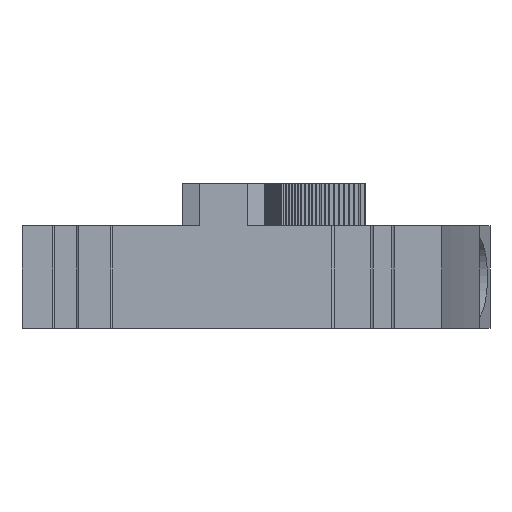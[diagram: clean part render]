
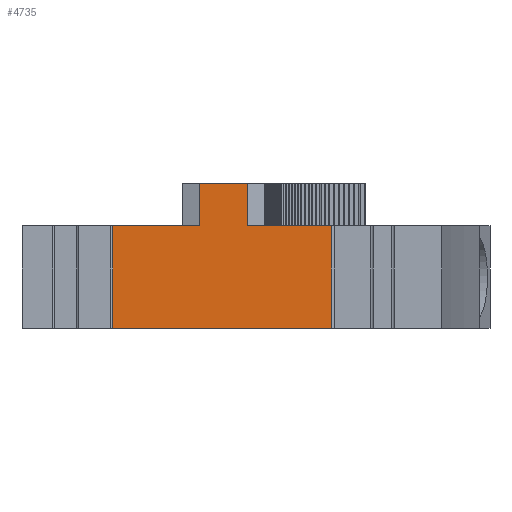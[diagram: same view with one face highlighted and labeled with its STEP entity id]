
A CAD part, front view. The second image highlights one B-rep face of the part: STEP entity #4735.
In plain terms, the highlighted planar face has unit normal (0, -1, 0).
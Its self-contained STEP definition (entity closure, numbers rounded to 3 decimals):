
#32 = PLANE('',#33);
#33 = AXIS2_PLACEMENT_3D('',#34,#35,#36);
#34 = CARTESIAN_POINT('',(-0.467,-1.265,-5.5));
#35 = DIRECTION('',(-0.,-0.,1.));
#36 = DIRECTION('',(0.141,0.99,0.));
#888 = VERTEX_POINT('',#889);
#889 = CARTESIAN_POINT('',(-10.877,-29.449,-5.5));
#903 = PLANE('',#904);
#904 = AXIS2_PLACEMENT_3D('',#905,#906,#907);
#905 = CARTESIAN_POINT('',(-10.877,-28.649,2.3));
#906 = DIRECTION('',(-1.,0.,0.));
#907 = DIRECTION('',(0.,-1.,0.));
#915 = EDGE_CURVE('',#888,#916,#918,.T.);
#916 = VERTEX_POINT('',#917);
#917 = CARTESIAN_POINT('',(5.723,-29.449,-5.5));
#918 = SURFACE_CURVE('',#919,(#923,#930),.PCURVE_S1.);
#919 = LINE('',#920,#921);
#920 = CARTESIAN_POINT('',(9.523,-29.449,-5.5));
#921 = VECTOR('',#922,1.);
#922 = DIRECTION('',(1.,0.,0.));
#923 = PCURVE('',#32,#924);
#924 = DEFINITIONAL_REPRESENTATION('',(#925),#929);
#925 = LINE('',#926,#927);
#926 = CARTESIAN_POINT('',(-26.488,-13.875));
#927 = VECTOR('',#928,1.);
#928 = DIRECTION('',(0.141,-0.99));
#929 = ( GEOMETRIC_REPRESENTATION_CONTEXT(2) 
PARAMETRIC_REPRESENTATION_CONTEXT() REPRESENTATION_CONTEXT('2D SPACE',''
  ) );
#930 = PCURVE('',#931,#936);
#931 = PLANE('',#932);
#932 = AXIS2_PLACEMENT_3D('',#933,#934,#935);
#933 = CARTESIAN_POINT('',(5.523,-29.449,-7.7));
#934 = DIRECTION('',(0.,1.,0.));
#935 = DIRECTION('',(0.,0.,1.));
#936 = DEFINITIONAL_REPRESENTATION('',(#937),#941);
#937 = LINE('',#938,#939);
#938 = CARTESIAN_POINT('',(2.2,4.));
#939 = VECTOR('',#940,1.);
#940 = DIRECTION('',(0.,1.));
#941 = ( GEOMETRIC_REPRESENTATION_CONTEXT(2) 
PARAMETRIC_REPRESENTATION_CONTEXT() REPRESENTATION_CONTEXT('2D SPACE',''
  ) );
#960 = CYLINDRICAL_SURFACE('',#961,0.2);
#961 = AXIS2_PLACEMENT_3D('',#962,#963,#964);
#962 = CARTESIAN_POINT('',(5.923,-29.449,-7.7));
#963 = DIRECTION('',(0.,0.,1.));
#964 = DIRECTION('',(0.,1.,0.));
#2549 = PLANE('',#2550);
#2550 = AXIS2_PLACEMENT_3D('',#2551,#2552,#2553);
#2551 = CARTESIAN_POINT('',(-0.467,-1.265,2.3));
#2552 = DIRECTION('',(0.,0.,-1.));
#2553 = DIRECTION('',(0.141,0.99,0.));
#3347 = PLANE('',#3348);
#3348 = AXIS2_PLACEMENT_3D('',#3349,#3350,#3351);
#3349 = CARTESIAN_POINT('',(-0.467,-1.265,5.5));
#3350 = DIRECTION('',(0.,0.,-1.));
#3351 = DIRECTION('',(0.141,0.99,0.));
#3403 = PLANE('',#3404);
#3404 = AXIS2_PLACEMENT_3D('',#3405,#3406,#3407);
#3405 = CARTESIAN_POINT('',(-0.467,-1.265,2.3));
#3406 = DIRECTION('',(0.,0.,-1.));
#3407 = DIRECTION('',(0.141,0.99,0.));
#4691 = VERTEX_POINT('',#4692);
#4692 = CARTESIAN_POINT('',(-10.877,-29.449,2.3));
#4715 = EDGE_CURVE('',#888,#4691,#4716,.T.);
#4716 = SURFACE_CURVE('',#4717,(#4721,#4728),.PCURVE_S1.);
#4717 = LINE('',#4718,#4719);
#4718 = CARTESIAN_POINT('',(-10.877,-29.449,-1.6));
#4719 = VECTOR('',#4720,1.);
#4720 = DIRECTION('',(0.,-0.,1.));
#4721 = PCURVE('',#903,#4722);
#4722 = DEFINITIONAL_REPRESENTATION('',(#4723),#4727);
#4723 = LINE('',#4724,#4725);
#4724 = CARTESIAN_POINT('',(0.8,-3.9));
#4725 = VECTOR('',#4726,1.);
#4726 = DIRECTION('',(0.,1.));
#4727 = ( GEOMETRIC_REPRESENTATION_CONTEXT(2) 
PARAMETRIC_REPRESENTATION_CONTEXT() REPRESENTATION_CONTEXT('2D SPACE',''
  ) );
#4728 = PCURVE('',#931,#4729);
#4729 = DEFINITIONAL_REPRESENTATION('',(#4730),#4734);
#4730 = LINE('',#4731,#4732);
#4731 = CARTESIAN_POINT('',(6.1,-16.4));
#4732 = VECTOR('',#4733,1.);
#4733 = DIRECTION('',(1.,0.));
#4734 = ( GEOMETRIC_REPRESENTATION_CONTEXT(2) 
PARAMETRIC_REPRESENTATION_CONTEXT() REPRESENTATION_CONTEXT('2D SPACE',''
  ) );
#4735 = ADVANCED_FACE('',(#4736),#931,.F.);
#4736 = FACE_BOUND('',#4737,.F.);
#4737 = EDGE_LOOP('',(#4738,#4739,#4740,#4763,#4791,#4814,#4842,#4865));
#4738 = ORIENTED_EDGE('',*,*,#915,.F.);
#4739 = ORIENTED_EDGE('',*,*,#4715,.T.);
#4740 = ORIENTED_EDGE('',*,*,#4741,.F.);
#4741 = EDGE_CURVE('',#4742,#4691,#4744,.T.);
#4742 = VERTEX_POINT('',#4743);
#4743 = CARTESIAN_POINT('',(-4.277,-29.449,2.3));
#4744 = SURFACE_CURVE('',#4745,(#4749,#4756),.PCURVE_S1.);
#4745 = LINE('',#4746,#4747);
#4746 = CARTESIAN_POINT('',(10.323,-29.449,2.3));
#4747 = VECTOR('',#4748,1.);
#4748 = DIRECTION('',(-1.,0.,0.));
#4749 = PCURVE('',#931,#4750);
#4750 = DEFINITIONAL_REPRESENTATION('',(#4751),#4755);
#4751 = LINE('',#4752,#4753);
#4752 = CARTESIAN_POINT('',(10.,4.8));
#4753 = VECTOR('',#4754,1.);
#4754 = DIRECTION('',(0.,-1.));
#4755 = ( GEOMETRIC_REPRESENTATION_CONTEXT(2) 
PARAMETRIC_REPRESENTATION_CONTEXT() REPRESENTATION_CONTEXT('2D SPACE',''
  ) );
#4756 = PCURVE('',#3403,#4757);
#4757 = DEFINITIONAL_REPRESENTATION('',(#4758),#4762);
#4758 = LINE('',#4759,#4760);
#4759 = CARTESIAN_POINT('',(-26.375,14.667));
#4760 = VECTOR('',#4761,1.);
#4761 = DIRECTION('',(-0.141,-0.99));
#4762 = ( GEOMETRIC_REPRESENTATION_CONTEXT(2) 
PARAMETRIC_REPRESENTATION_CONTEXT() REPRESENTATION_CONTEXT('2D SPACE',''
  ) );
#4763 = ORIENTED_EDGE('',*,*,#4764,.T.);
#4764 = EDGE_CURVE('',#4742,#4765,#4767,.T.);
#4765 = VERTEX_POINT('',#4766);
#4766 = CARTESIAN_POINT('',(-4.277,-29.449,5.5));
#4767 = SURFACE_CURVE('',#4768,(#4772,#4779),.PCURVE_S1.);
#4768 = LINE('',#4769,#4770);
#4769 = CARTESIAN_POINT('',(-4.277,-29.449,2.3));
#4770 = VECTOR('',#4771,1.);
#4771 = DIRECTION('',(-0.,-0.,1.));
#4772 = PCURVE('',#931,#4773);
#4773 = DEFINITIONAL_REPRESENTATION('',(#4774),#4778);
#4774 = LINE('',#4775,#4776);
#4775 = CARTESIAN_POINT('',(10.,-9.8));
#4776 = VECTOR('',#4777,1.);
#4777 = DIRECTION('',(1.,0.));
#4778 = ( GEOMETRIC_REPRESENTATION_CONTEXT(2) 
PARAMETRIC_REPRESENTATION_CONTEXT() REPRESENTATION_CONTEXT('2D SPACE',''
  ) );
#4779 = PCURVE('',#4780,#4785);
#4780 = CYLINDRICAL_SURFACE('',#4781,201.8);
#4781 = AXIS2_PLACEMENT_3D('',#4782,#4783,#4784);
#4782 = CARTESIAN_POINT('',(197.523,-29.549,2.3));
#4783 = DIRECTION('',(-0.,-0.,1.));
#4784 = DIRECTION('',(-1.,0.,0.));
#4785 = DEFINITIONAL_REPRESENTATION('',(#4786),#4790);
#4786 = LINE('',#4787,#4788);
#4787 = CARTESIAN_POINT('',(0.,0.));
#4788 = VECTOR('',#4789,1.);
#4789 = DIRECTION('',(-0.,1.));
#4790 = ( GEOMETRIC_REPRESENTATION_CONTEXT(2) 
PARAMETRIC_REPRESENTATION_CONTEXT() REPRESENTATION_CONTEXT('2D SPACE',''
  ) );
#4791 = ORIENTED_EDGE('',*,*,#4792,.F.);
#4792 = EDGE_CURVE('',#4793,#4765,#4795,.T.);
#4793 = VERTEX_POINT('',#4794);
#4794 = CARTESIAN_POINT('',(-0.677,-29.449,5.5));
#4795 = SURFACE_CURVE('',#4796,(#4800,#4807),.PCURVE_S1.);
#4796 = LINE('',#4797,#4798);
#4797 = CARTESIAN_POINT('',(0.623,-29.449,5.5));
#4798 = VECTOR('',#4799,1.);
#4799 = DIRECTION('',(-1.,0.,0.));
#4800 = PCURVE('',#931,#4801);
#4801 = DEFINITIONAL_REPRESENTATION('',(#4802),#4806);
#4802 = LINE('',#4803,#4804);
#4803 = CARTESIAN_POINT('',(13.2,-4.9));
#4804 = VECTOR('',#4805,1.);
#4805 = DIRECTION('',(0.,-1.));
#4806 = ( GEOMETRIC_REPRESENTATION_CONTEXT(2) 
PARAMETRIC_REPRESENTATION_CONTEXT() REPRESENTATION_CONTEXT('2D SPACE',''
  ) );
#4807 = PCURVE('',#3347,#4808);
#4808 = DEFINITIONAL_REPRESENTATION('',(#4809),#4813);
#4809 = LINE('',#4810,#4811);
#4810 = CARTESIAN_POINT('',(-27.747,5.065));
#4811 = VECTOR('',#4812,1.);
#4812 = DIRECTION('',(-0.141,-0.99));
#4813 = ( GEOMETRIC_REPRESENTATION_CONTEXT(2) 
PARAMETRIC_REPRESENTATION_CONTEXT() REPRESENTATION_CONTEXT('2D SPACE',''
  ) );
#4814 = ORIENTED_EDGE('',*,*,#4815,.T.);
#4815 = EDGE_CURVE('',#4793,#4816,#4818,.T.);
#4816 = VERTEX_POINT('',#4817);
#4817 = CARTESIAN_POINT('',(-0.677,-29.449,2.3));
#4818 = SURFACE_CURVE('',#4819,(#4823,#4830),.PCURVE_S1.);
#4819 = LINE('',#4820,#4821);
#4820 = CARTESIAN_POINT('',(-0.677,-29.449,5.5));
#4821 = VECTOR('',#4822,1.);
#4822 = DIRECTION('',(0.,0.,-1.));
#4823 = PCURVE('',#931,#4824);
#4824 = DEFINITIONAL_REPRESENTATION('',(#4825),#4829);
#4825 = LINE('',#4826,#4827);
#4826 = CARTESIAN_POINT('',(13.2,-6.2));
#4827 = VECTOR('',#4828,1.);
#4828 = DIRECTION('',(-1.,0.));
#4829 = ( GEOMETRIC_REPRESENTATION_CONTEXT(2) 
PARAMETRIC_REPRESENTATION_CONTEXT() REPRESENTATION_CONTEXT('2D SPACE',''
  ) );
#4830 = PCURVE('',#4831,#4836);
#4831 = CYLINDRICAL_SURFACE('',#4832,198.2);
#4832 = AXIS2_PLACEMENT_3D('',#4833,#4834,#4835);
#4833 = CARTESIAN_POINT('',(197.523,-29.549,5.5));
#4834 = DIRECTION('',(0.,0.,-1.));
#4835 = DIRECTION('',(-1.,0.,0.));
#4836 = DEFINITIONAL_REPRESENTATION('',(#4837),#4841);
#4837 = LINE('',#4838,#4839);
#4838 = CARTESIAN_POINT('',(0.001,0.));
#4839 = VECTOR('',#4840,1.);
#4840 = DIRECTION('',(0.,1.));
#4841 = ( GEOMETRIC_REPRESENTATION_CONTEXT(2) 
PARAMETRIC_REPRESENTATION_CONTEXT() REPRESENTATION_CONTEXT('2D SPACE',''
  ) );
#4842 = ORIENTED_EDGE('',*,*,#4843,.F.);
#4843 = EDGE_CURVE('',#4844,#4816,#4846,.T.);
#4844 = VERTEX_POINT('',#4845);
#4845 = CARTESIAN_POINT('',(5.723,-29.449,2.3));
#4846 = SURFACE_CURVE('',#4847,(#4851,#4858),.PCURVE_S1.);
#4847 = LINE('',#4848,#4849);
#4848 = CARTESIAN_POINT('',(10.323,-29.449,2.3));
#4849 = VECTOR('',#4850,1.);
#4850 = DIRECTION('',(-1.,0.,0.));
#4851 = PCURVE('',#931,#4852);
#4852 = DEFINITIONAL_REPRESENTATION('',(#4853),#4857);
#4853 = LINE('',#4854,#4855);
#4854 = CARTESIAN_POINT('',(10.,4.8));
#4855 = VECTOR('',#4856,1.);
#4856 = DIRECTION('',(0.,-1.));
#4857 = ( GEOMETRIC_REPRESENTATION_CONTEXT(2) 
PARAMETRIC_REPRESENTATION_CONTEXT() REPRESENTATION_CONTEXT('2D SPACE',''
  ) );
#4858 = PCURVE('',#2549,#4859);
#4859 = DEFINITIONAL_REPRESENTATION('',(#4860),#4864);
#4860 = LINE('',#4861,#4862);
#4861 = CARTESIAN_POINT('',(-26.375,14.667));
#4862 = VECTOR('',#4863,1.);
#4863 = DIRECTION('',(-0.141,-0.99));
#4864 = ( GEOMETRIC_REPRESENTATION_CONTEXT(2) 
PARAMETRIC_REPRESENTATION_CONTEXT() REPRESENTATION_CONTEXT('2D SPACE',''
  ) );
#4865 = ORIENTED_EDGE('',*,*,#4866,.F.);
#4866 = EDGE_CURVE('',#916,#4844,#4867,.T.);
#4867 = SURFACE_CURVE('',#4868,(#4872,#4879),.PCURVE_S1.);
#4868 = LINE('',#4869,#4870);
#4869 = CARTESIAN_POINT('',(5.723,-29.449,-7.7));
#4870 = VECTOR('',#4871,1.);
#4871 = DIRECTION('',(0.,0.,1.));
#4872 = PCURVE('',#931,#4873);
#4873 = DEFINITIONAL_REPRESENTATION('',(#4874),#4878);
#4874 = LINE('',#4875,#4876);
#4875 = CARTESIAN_POINT('',(0.,0.2));
#4876 = VECTOR('',#4877,1.);
#4877 = DIRECTION('',(1.,0.));
#4878 = ( GEOMETRIC_REPRESENTATION_CONTEXT(2) 
PARAMETRIC_REPRESENTATION_CONTEXT() REPRESENTATION_CONTEXT('2D SPACE',''
  ) );
#4879 = PCURVE('',#960,#4880);
#4880 = DEFINITIONAL_REPRESENTATION('',(#4881),#4885);
#4881 = LINE('',#4882,#4883);
#4882 = CARTESIAN_POINT('',(7.854,0.));
#4883 = VECTOR('',#4884,1.);
#4884 = DIRECTION('',(0.,1.));
#4885 = ( GEOMETRIC_REPRESENTATION_CONTEXT(2) 
PARAMETRIC_REPRESENTATION_CONTEXT() REPRESENTATION_CONTEXT('2D SPACE',''
  ) );
